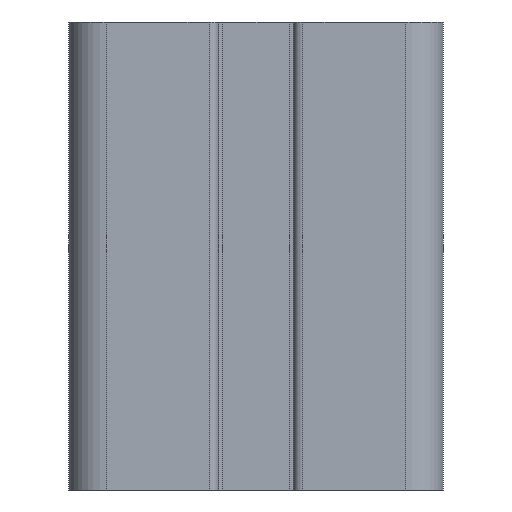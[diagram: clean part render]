
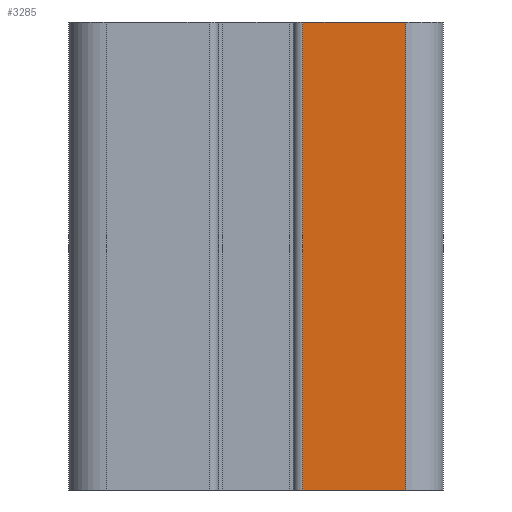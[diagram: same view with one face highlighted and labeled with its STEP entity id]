
A CAD part, left-side view. The second image highlights one B-rep face of the part: STEP entity #3285.
In plain terms, the highlighted planar face has unit normal (-1, 0, 0).
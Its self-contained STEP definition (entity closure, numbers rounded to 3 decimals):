
#3 = CARTESIAN_POINT ( 'NONE',  ( -20., -5., 25. ) ) ;
#16 = VERTEX_POINT ( 'NONE', #3 ) ;
#299 = ORIENTED_EDGE ( 'NONE', *, *, #2802, .F. ) ;
#443 = VECTOR ( 'NONE', #839, 1000. ) ;
#476 = PLANE ( 'NONE',  #2339 ) ;
#527 = CARTESIAN_POINT ( 'NONE',  ( -20., -5., -25. ) ) ;
#532 = DIRECTION ( 'NONE',  ( 0., -1., 0. ) ) ;
#640 = CARTESIAN_POINT ( 'NONE',  ( -20., -16., -25. ) ) ;
#742 = VECTOR ( 'NONE', #532, 1000. ) ;
#768 = CARTESIAN_POINT ( 'NONE',  ( -20., -5., 25. ) ) ;
#839 = DIRECTION ( 'NONE',  ( 0., 0., -1. ) ) ;
#1080 = DIRECTION ( 'NONE',  ( 0., 0., -1. ) ) ;
#1125 = LINE ( 'NONE', #768, #742 ) ;
#1207 = EDGE_LOOP ( 'NONE', ( #3344, #299, #2697, #1550 ) ) ;
#1246 = EDGE_CURVE ( 'NONE', #1866, #1695, #1603, .T. ) ;
#1446 = DIRECTION ( 'NONE',  ( 0., -1., 0. ) ) ;
#1461 = DIRECTION ( 'NONE',  ( 1., 0., 0. ) ) ;
#1530 = VECTOR ( 'NONE', #1574, 1000. ) ;
#1550 = ORIENTED_EDGE ( 'NONE', *, *, #2622, .T. ) ;
#1574 = DIRECTION ( 'NONE',  ( 0., 0., -1. ) ) ;
#1593 = CARTESIAN_POINT ( 'NONE',  ( -20., -5., 25. ) ) ;
#1603 = LINE ( 'NONE', #2768, #3230 ) ;
#1695 = VERTEX_POINT ( 'NONE', #640 ) ;
#1866 = VERTEX_POINT ( 'NONE', #527 ) ;
#1930 = LINE ( 'NONE', #2818, #443 ) ;
#1979 = FACE_OUTER_BOUND ( 'NONE', #1207, .T. ) ;
#2021 = CARTESIAN_POINT ( 'NONE',  ( -20., -16., 25. ) ) ;
#2339 = AXIS2_PLACEMENT_3D ( 'NONE', #3695, #1461, #1080 ) ;
#2622 = EDGE_CURVE ( 'NONE', #16, #1866, #3661, .T. ) ;
#2697 = ORIENTED_EDGE ( 'NONE', *, *, #2773, .F. ) ;
#2768 = CARTESIAN_POINT ( 'NONE',  ( -20., -5., -25. ) ) ;
#2773 = EDGE_CURVE ( 'NONE', #16, #2933, #1125, .T. ) ;
#2802 = EDGE_CURVE ( 'NONE', #2933, #1695, #1930, .T. ) ;
#2818 = CARTESIAN_POINT ( 'NONE',  ( -20., -16., 25. ) ) ;
#2933 = VERTEX_POINT ( 'NONE', #2021 ) ;
#3230 = VECTOR ( 'NONE', #1446, 1000. ) ;
#3285 = ADVANCED_FACE ( 'NONE', ( #1979 ), #476, .F. ) ;
#3344 = ORIENTED_EDGE ( 'NONE', *, *, #1246, .T. ) ;
#3661 = LINE ( 'NONE', #1593, #1530 ) ;
#3695 = CARTESIAN_POINT ( 'NONE',  ( -20., -5., 25. ) ) ;
